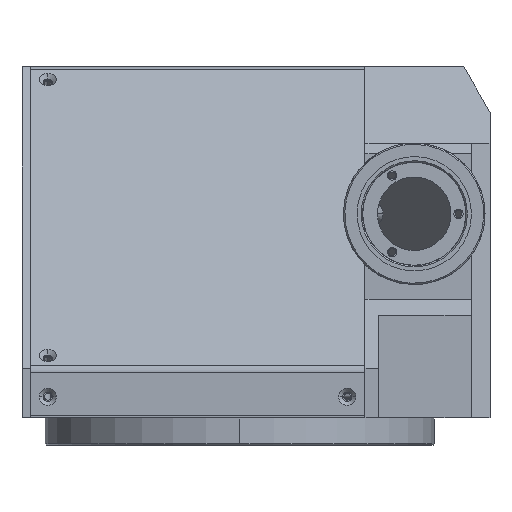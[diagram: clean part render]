
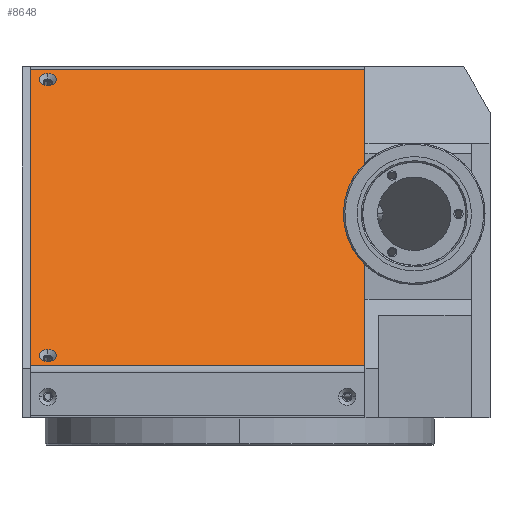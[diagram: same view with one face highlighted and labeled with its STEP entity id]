
A CAD part, left-side view. The second image highlights one B-rep face of the part: STEP entity #8648.
In plain terms, the highlighted planar face has unit normal (-0.707, 0, 0.707).
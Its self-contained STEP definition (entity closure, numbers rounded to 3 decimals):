
#113 = VERTEX_POINT ( 'NONE', #7611 ) ;
#358 = VERTEX_POINT ( 'NONE', #2464 ) ;
#433 = VERTEX_POINT ( 'NONE', #438 ) ;
#438 = CARTESIAN_POINT ( 'NONE',  ( -76.828, -46., 26.385 ) ) ;
#569 = AXIS2_PLACEMENT_3D ( 'NONE', #6336, #6333, #6317 ) ;
#723 = CARTESIAN_POINT ( 'NONE',  ( -71.066, 70.5, 32.148 ) ) ;
#985 = EDGE_LOOP ( 'NONE', ( #5120, #5194 ) ) ;
#1001 = CARTESIAN_POINT ( 'NONE',  ( 25.852, 70.5, 129.066 ) ) ;
#1346 = VERTEX_POINT ( 'NONE', #2856 ) ;
#1350 = EDGE_LOOP ( 'NONE', ( #5530, #5542, #5637, #5823 ) ) ;
#1467 = VERTEX_POINT ( 'NONE', #1001 ) ;
#2209 = CARTESIAN_POINT ( 'NONE',  ( 31.615, -46., 134.828 ) ) ;
#2214 = EDGE_LOOP ( 'NONE', ( #5012, #5046 ) ) ;
#2464 = CARTESIAN_POINT ( 'NONE',  ( -75.52, 70.5, 27.693 ) ) ;
#2856 = CARTESIAN_POINT ( 'NONE',  ( -76.828, 77., 26.385 ) ) ;
#3139 = DIRECTION ( 'NONE',  ( -0.707, 0., -0.707 ) ) ;
#3180 = CARTESIAN_POINT ( 'NONE',  ( -76.828, 294.359, 26.385 ) ) ;
#3196 = CARTESIAN_POINT ( 'NONE',  ( -77.414, -46., 25.799 ) ) ;
#3209 = DIRECTION ( 'NONE',  ( 0., 1., 0. ) ) ;
#3215 = DIRECTION ( 'NONE',  ( 0.707, 0., 0.707 ) ) ;
#3218 = DIRECTION ( 'NONE',  ( -0.707, 0., 0.707 ) ) ;
#3252 = CARTESIAN_POINT ( 'NONE',  ( -73.293, 70.5, 29.92 ) ) ;
#3266 = CARTESIAN_POINT ( 'NONE',  ( -77.414, 77., 25.799 ) ) ;
#3412 = DIRECTION ( 'NONE',  ( -0.707, 0., -0.707 ) ) ;
#3461 = LINE ( 'NONE', #3196, #12349 ) ;
#3475 = VECTOR ( 'NONE', #3209, 1000. ) ;
#3500 = VECTOR ( 'NONE', #3412, 1000. ) ;
#3536 = LINE ( 'NONE', #3180, #3475 ) ;
#3545 = CIRCLE ( 'NONE', #7770, 3.15 ) ;
#3563 = LINE ( 'NONE', #3266, #3500 ) ;
#3608 = CIRCLE ( 'NONE', #7812, 3.15 ) ;
#3671 = DIRECTION ( 'NONE',  ( 0.707, 0., 0.707 ) ) ;
#3716 = DIRECTION ( 'NONE',  ( -0.707, 0., 0.707 ) ) ;
#3732 = CARTESIAN_POINT ( 'NONE',  ( 28.08, 70.5, 131.293 ) ) ;
#4236 = DIRECTION ( 'NONE',  ( 0., -1., 0. ) ) ;
#4295 = CARTESIAN_POINT ( 'NONE',  ( 31.615, 294.359, 134.828 ) ) ;
#5012 = ORIENTED_EDGE ( 'NONE', *, *, #13962, .F. ) ;
#5046 = ORIENTED_EDGE ( 'NONE', *, *, #13081, .F. ) ;
#5120 = ORIENTED_EDGE ( 'NONE', *, *, #13898, .F. ) ;
#5194 = ORIENTED_EDGE ( 'NONE', *, *, #13204, .F. ) ;
#5530 = ORIENTED_EDGE ( 'NONE', *, *, #13967, .T. ) ;
#5542 = ORIENTED_EDGE ( 'NONE', *, *, #13989, .F. ) ;
#5586 = PLANE ( 'NONE',  #569 ) ;
#5637 = ORIENTED_EDGE ( 'NONE', *, *, #14027, .F. ) ;
#5823 = ORIENTED_EDGE ( 'NONE', *, *, #13859, .F. ) ;
#6317 = DIRECTION ( 'NONE',  ( 0.707, 0., 0.707 ) ) ;
#6333 = DIRECTION ( 'NONE',  ( -0.707, 0., 0.707 ) ) ;
#6336 = CARTESIAN_POINT ( 'NONE',  ( -77.414, 294.359, 25.799 ) ) ;
#6402 = LINE ( 'NONE', #4295, #6435 ) ;
#6435 = VECTOR ( 'NONE', #4236, 1000. ) ;
#7431 = DIRECTION ( 'NONE',  ( 0.707, 0., 0.707 ) ) ;
#7481 = DIRECTION ( 'NONE',  ( -0.707, 0., 0.707 ) ) ;
#7611 = CARTESIAN_POINT ( 'NONE',  ( 30.307, 70.5, 133.52 ) ) ;
#7715 = CARTESIAN_POINT ( 'NONE',  ( 28.08, 70.5, 131.293 ) ) ;
#7770 = AXIS2_PLACEMENT_3D ( 'NONE', #3252, #3218, #3215 ) ;
#7812 = AXIS2_PLACEMENT_3D ( 'NONE', #3732, #3716, #3671 ) ;
#7977 = CIRCLE ( 'NONE', #10171, 3.15 ) ;
#8254 = CARTESIAN_POINT ( 'NONE',  ( 31.615, 77., 134.828 ) ) ;
#8648 = ADVANCED_FACE ( 'NONE', ( #10243, #10210, #10192 ), #5586, .T. ) ;
#8886 = DIRECTION ( 'NONE',  ( 0.707, 0., 0.707 ) ) ;
#8972 = CARTESIAN_POINT ( 'NONE',  ( -73.293, 70.5, 29.92 ) ) ;
#9006 = DIRECTION ( 'NONE',  ( -0.707, 0., 0.707 ) ) ;
#9506 = VERTEX_POINT ( 'NONE', #723 ) ;
#9836 = CIRCLE ( 'NONE', #10226, 3.15 ) ;
#10171 = AXIS2_PLACEMENT_3D ( 'NONE', #7715, #7481, #7431 ) ;
#10192 = FACE_OUTER_BOUND ( 'NONE', #1350, .T. ) ;
#10210 = FACE_BOUND ( 'NONE', #985, .T. ) ;
#10226 = AXIS2_PLACEMENT_3D ( 'NONE', #8972, #9006, #8886 ) ;
#10243 = FACE_BOUND ( 'NONE', #2214, .T. ) ;
#10455 = VERTEX_POINT ( 'NONE', #2209 ) ;
#12349 = VECTOR ( 'NONE', #3139, 1000. ) ;
#13081 = EDGE_CURVE ( 'NONE', #358, #9506, #9836, .T. ) ;
#13204 = EDGE_CURVE ( 'NONE', #1467, #113, #7977, .T. ) ;
#13629 = VERTEX_POINT ( 'NONE', #8254 ) ;
#13859 = EDGE_CURVE ( 'NONE', #13629, #10455, #6402, .T. ) ;
#13898 = EDGE_CURVE ( 'NONE', #113, #1467, #3608, .T. ) ;
#13962 = EDGE_CURVE ( 'NONE', #9506, #358, #3545, .T. ) ;
#13967 = EDGE_CURVE ( 'NONE', #13629, #1346, #3563, .T. ) ;
#13989 = EDGE_CURVE ( 'NONE', #433, #1346, #3536, .T. ) ;
#14027 = EDGE_CURVE ( 'NONE', #10455, #433, #3461, .T. ) ;
